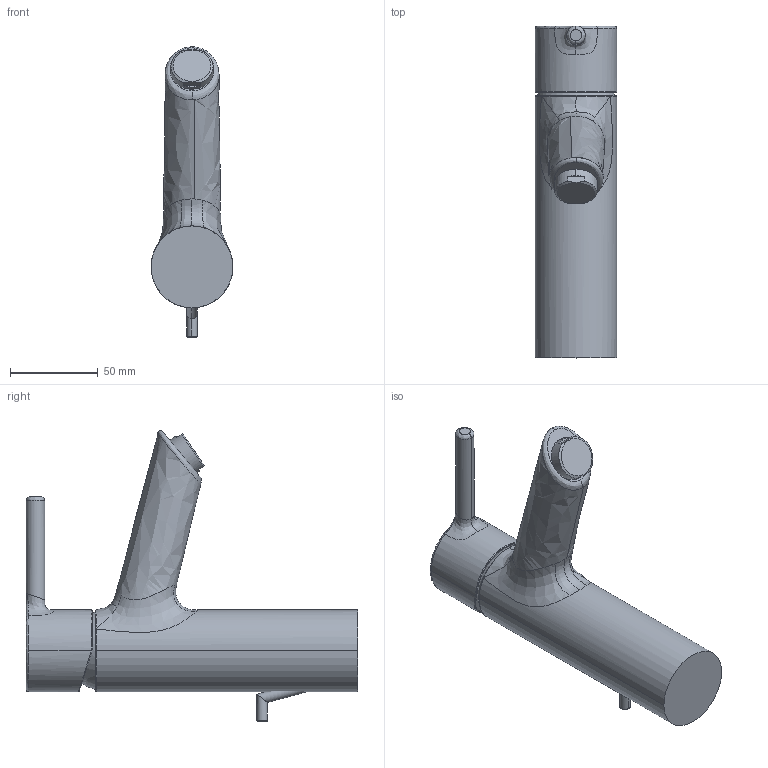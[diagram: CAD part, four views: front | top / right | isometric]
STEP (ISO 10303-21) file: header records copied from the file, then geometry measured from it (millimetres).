
FILE_DESCRIPTION (( 'STEP AP203' ), '1' );
FILE_NAME ('52461167(2022).STEP', '2022-02-08T05:52:47', ( '' ), ( '' ), 'SwSTEP 2.0', 'SolidWorks 2016', '' );
FILE_SCHEMA (( 'CONFIG_CONTROL_DESIGN' ));
Length unit declared in the file: millimetre
Products named in the file (1): 52461167(2022)
Bounding box: 46.5 x 188.51 x 165.09 mm (x, y, z)
Volume: 415006.5 mm3; surface area: 51271.5 mm2
Topology: 5 solids, 5 shells, 78 faces, 180 edges, 113 vertices
Faces by surface type: bspline 40, plane 20, cylinder 16, cone 2
Entity records: 10539 total; most frequent: CARTESIAN_POINT 9041, ORIENTED_EDGE 356, DIRECTION 185, EDGE_CURVE 178, VERTEX_POINT 113, B_SPLINE_CURVE_WITH_KNOTS 104, EDGE_LOOP 81, AXIS2_PLACEMENT_3D 79
